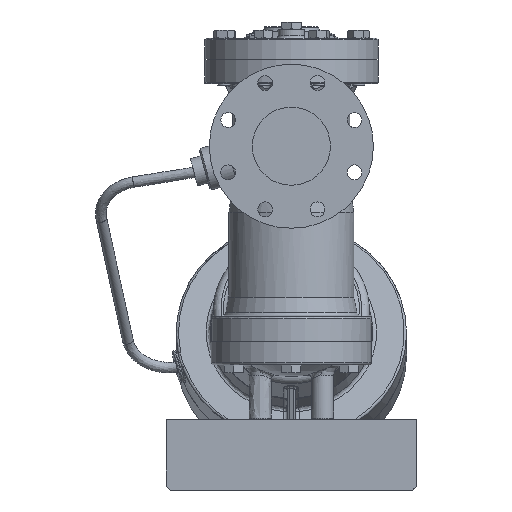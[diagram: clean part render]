
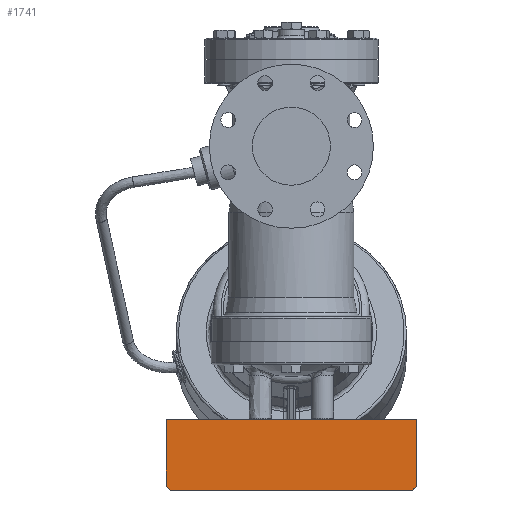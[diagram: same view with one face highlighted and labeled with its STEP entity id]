
A CAD part, left-side view. The second image highlights one B-rep face of the part: STEP entity #1741.
In plain terms, the highlighted planar face has unit normal (-1, 0, 0).
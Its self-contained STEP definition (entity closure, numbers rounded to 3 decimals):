
#1454=CARTESIAN_POINT('',(-215.,-160.0,-461.));
#1455=VERTEX_POINT('',#1454);
#1462=CARTESIAN_POINT('',(-215.,-160.0,-546.0));
#1463=VERTEX_POINT('',#1462);
#1464=CARTESIAN_POINT('',(-215.,-160.0,-546.0));
#1465=DIRECTION('',(0.0,0.0,1.0));
#1466=VECTOR('',#1465,85.);
#1467=LINE('',#1464,#1466);
#1468=EDGE_CURVE('',#1463,#1455,#1467,.T.);
#1535=CARTESIAN_POINT('',(-215.,160.0,-461.));
#1536=VERTEX_POINT('',#1535);
#1543=CARTESIAN_POINT('',(-215.,160.0,-461.));
#1544=DIRECTION('',(0.0,-1.0,0.0));
#1545=VECTOR('',#1544,320.0);
#1546=LINE('',#1543,#1545);
#1547=EDGE_CURVE('',#1536,#1455,#1546,.T.);
#1590=CARTESIAN_POINT('',(-215.,-155.0,-551.0));
#1591=VERTEX_POINT('',#1590);
#1592=CARTESIAN_POINT('',(-215.,-155.0,-551.0));
#1593=DIRECTION('',(0.0,-0.707,0.707));
#1594=VECTOR('',#1593,7.071);
#1595=LINE('',#1592,#1594);
#1596=EDGE_CURVE('',#1591,#1463,#1595,.T.);
#1623=CARTESIAN_POINT('',(-215.,155.0,-551.0));
#1624=VERTEX_POINT('',#1623);
#1631=CARTESIAN_POINT('',(-215.,160.0,-546.0));
#1632=VERTEX_POINT('',#1631);
#1633=CARTESIAN_POINT('',(-215.,160.0,-546.0));
#1634=DIRECTION('',(0.0,-0.707,-0.707));
#1635=VECTOR('',#1634,7.071);
#1636=LINE('',#1633,#1635);
#1637=EDGE_CURVE('',#1632,#1624,#1636,.T.);
#1696=CARTESIAN_POINT('',(-215.,160.0,-461.));
#1697=DIRECTION('',(0.0,0.0,-1.0));
#1698=VECTOR('',#1697,85.);
#1699=LINE('',#1696,#1698);
#1700=EDGE_CURVE('',#1536,#1632,#1699,.T.);
#1712=CARTESIAN_POINT('',(-215.,155.0,-551.0));
#1713=DIRECTION('',(0.0,-1.0,0.0));
#1714=VECTOR('',#1713,310.0);
#1715=LINE('',#1712,#1714);
#1716=EDGE_CURVE('',#1624,#1591,#1715,.T.);
#1728=CARTESIAN_POINT('',(-215.,0.0,-461.));
#1729=DIRECTION('',(-1.0,0.0,0.0));
#1730=DIRECTION('',(0.0,0.0,1.0));
#1731=AXIS2_PLACEMENT_3D('',#1728,#1729,#1730);
#1732=PLANE('',#1731);
#1733=ORIENTED_EDGE('',*,*,#1596,.T.);
#1734=ORIENTED_EDGE('',*,*,#1468,.T.);
#1735=ORIENTED_EDGE('',*,*,#1547,.F.);
#1736=ORIENTED_EDGE('',*,*,#1700,.T.);
#1737=ORIENTED_EDGE('',*,*,#1637,.T.);
#1738=ORIENTED_EDGE('',*,*,#1716,.T.);
#1739=EDGE_LOOP('',(#1733,#1734,#1735,#1736,#1737,#1738));
#1740=FACE_OUTER_BOUND('',#1739,.T.);
#1741=ADVANCED_FACE('',(#1740),#1732,.T.);
